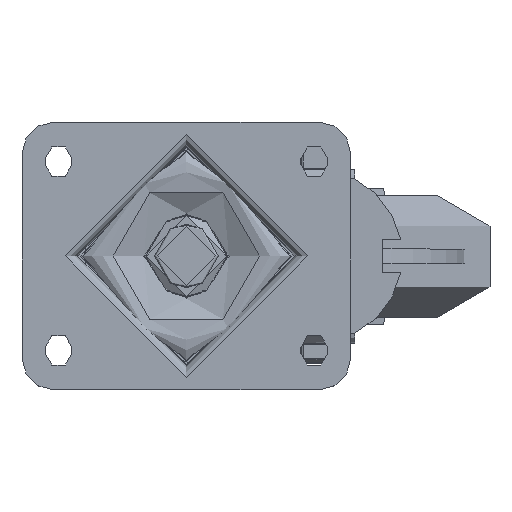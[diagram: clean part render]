
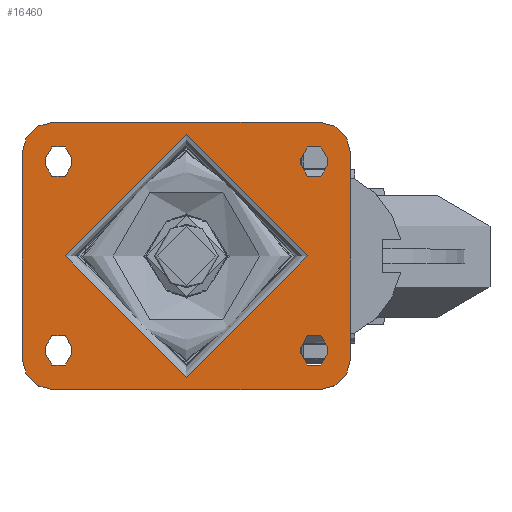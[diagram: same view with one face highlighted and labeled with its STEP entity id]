
A CAD part, top view. The second image highlights one B-rep face of the part: STEP entity #16460.
In plain terms, the highlighted planar face has unit normal (0, 0, 1).
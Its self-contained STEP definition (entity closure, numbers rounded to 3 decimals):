
#1200=FACE_BOUND('',#3615,.T.);
#1201=FACE_BOUND('',#3616,.T.);
#1202=FACE_BOUND('',#3617,.T.);
#1203=FACE_BOUND('',#3618,.T.);
#1204=FACE_BOUND('',#3619,.T.);
#1452=PLANE('',#17872);
#2648=FACE_OUTER_BOUND('',#3614,.T.);
#3614=EDGE_LOOP('',(#12098,#12099,#12100,#12101,#12102,#12103,#12104,#12105));
#3615=EDGE_LOOP('',(#12106,#12107,#12108,#12109));
#3616=EDGE_LOOP('',(#12110,#12111,#12112,#12113));
#3617=EDGE_LOOP('',(#12114,#12115,#12116,#12117));
#3618=EDGE_LOOP('',(#12118,#12119,#12120,#12121));
#3619=EDGE_LOOP('',(#12122));
#4728=LINE('',#24529,#5801);
#4729=LINE('',#24533,#5802);
#4730=LINE('',#24537,#5803);
#4731=LINE('',#24540,#5804);
#4732=LINE('',#24543,#5805);
#4733=LINE('',#24547,#5806);
#4734=LINE('',#24551,#5807);
#4735=LINE('',#24555,#5808);
#4736=LINE('',#24559,#5809);
#4737=LINE('',#24563,#5810);
#4738=LINE('',#24567,#5811);
#4739=LINE('',#24571,#5812);
#5801=VECTOR('',#20053,1000.);
#5802=VECTOR('',#20056,1000.);
#5803=VECTOR('',#20059,1000.);
#5804=VECTOR('',#20062,1000.);
#5805=VECTOR('',#20063,1000.);
#5806=VECTOR('',#20066,1000.);
#5807=VECTOR('',#20069,1000.);
#5808=VECTOR('',#20072,1000.);
#5809=VECTOR('',#20075,1000.);
#5810=VECTOR('',#20078,1000.);
#5811=VECTOR('',#20081,1000.);
#5812=VECTOR('',#20084,1000.);
#6750=CIRCLE('',#17506,49.75);
#6954=CIRCLE('',#17873,13.);
#6955=CIRCLE('',#17874,13.);
#6956=CIRCLE('',#17875,13.);
#6957=CIRCLE('',#17876,13.);
#6958=CIRCLE('',#17877,5.5);
#6959=CIRCLE('',#17878,5.5);
#6960=CIRCLE('',#17879,5.5);
#6961=CIRCLE('',#17880,5.5);
#6962=CIRCLE('',#17881,5.5);
#6963=CIRCLE('',#17882,5.5);
#6964=CIRCLE('',#17883,5.5);
#6965=CIRCLE('',#17884,5.5);
#7394=VERTEX_POINT('',#23551);
#7638=VERTEX_POINT('',#24525);
#7639=VERTEX_POINT('',#24526);
#7640=VERTEX_POINT('',#24528);
#7641=VERTEX_POINT('',#24530);
#7642=VERTEX_POINT('',#24532);
#7643=VERTEX_POINT('',#24534);
#7644=VERTEX_POINT('',#24536);
#7645=VERTEX_POINT('',#24538);
#7646=VERTEX_POINT('',#24541);
#7647=VERTEX_POINT('',#24542);
#7648=VERTEX_POINT('',#24544);
#7649=VERTEX_POINT('',#24546);
#7650=VERTEX_POINT('',#24549);
#7651=VERTEX_POINT('',#24550);
#7652=VERTEX_POINT('',#24552);
#7653=VERTEX_POINT('',#24554);
#7654=VERTEX_POINT('',#24557);
#7655=VERTEX_POINT('',#24558);
#7656=VERTEX_POINT('',#24560);
#7657=VERTEX_POINT('',#24562);
#7658=VERTEX_POINT('',#24565);
#7659=VERTEX_POINT('',#24566);
#7660=VERTEX_POINT('',#24568);
#7661=VERTEX_POINT('',#24570);
#8958=EDGE_CURVE('',#7394,#7394,#6750,.T.);
#9332=EDGE_CURVE('',#7638,#7639,#6954,.T.);
#9333=EDGE_CURVE('',#7640,#7638,#4728,.T.);
#9334=EDGE_CURVE('',#7641,#7640,#6955,.T.);
#9335=EDGE_CURVE('',#7642,#7641,#4729,.T.);
#9336=EDGE_CURVE('',#7643,#7642,#6956,.T.);
#9337=EDGE_CURVE('',#7644,#7643,#4730,.T.);
#9338=EDGE_CURVE('',#7645,#7644,#6957,.T.);
#9339=EDGE_CURVE('',#7639,#7645,#4731,.T.);
#9340=EDGE_CURVE('',#7646,#7647,#4732,.T.);
#9341=EDGE_CURVE('',#7647,#7648,#6958,.T.);
#9342=EDGE_CURVE('',#7648,#7649,#4733,.T.);
#9343=EDGE_CURVE('',#7649,#7646,#6959,.T.);
#9344=EDGE_CURVE('',#7650,#7651,#4734,.T.);
#9345=EDGE_CURVE('',#7651,#7652,#6960,.T.);
#9346=EDGE_CURVE('',#7652,#7653,#4735,.T.);
#9347=EDGE_CURVE('',#7653,#7650,#6961,.T.);
#9348=EDGE_CURVE('',#7654,#7655,#4736,.T.);
#9349=EDGE_CURVE('',#7655,#7656,#6962,.T.);
#9350=EDGE_CURVE('',#7656,#7657,#4737,.T.);
#9351=EDGE_CURVE('',#7657,#7654,#6963,.T.);
#9352=EDGE_CURVE('',#7658,#7659,#4738,.T.);
#9353=EDGE_CURVE('',#7659,#7660,#6964,.T.);
#9354=EDGE_CURVE('',#7660,#7661,#4739,.T.);
#9355=EDGE_CURVE('',#7661,#7658,#6965,.T.);
#12098=ORIENTED_EDGE('',*,*,#9332,.F.);
#12099=ORIENTED_EDGE('',*,*,#9333,.F.);
#12100=ORIENTED_EDGE('',*,*,#9334,.F.);
#12101=ORIENTED_EDGE('',*,*,#9335,.F.);
#12102=ORIENTED_EDGE('',*,*,#9336,.F.);
#12103=ORIENTED_EDGE('',*,*,#9337,.F.);
#12104=ORIENTED_EDGE('',*,*,#9338,.F.);
#12105=ORIENTED_EDGE('',*,*,#9339,.F.);
#12106=ORIENTED_EDGE('',*,*,#9340,.T.);
#12107=ORIENTED_EDGE('',*,*,#9341,.T.);
#12108=ORIENTED_EDGE('',*,*,#9342,.T.);
#12109=ORIENTED_EDGE('',*,*,#9343,.T.);
#12110=ORIENTED_EDGE('',*,*,#9344,.T.);
#12111=ORIENTED_EDGE('',*,*,#9345,.T.);
#12112=ORIENTED_EDGE('',*,*,#9346,.T.);
#12113=ORIENTED_EDGE('',*,*,#9347,.T.);
#12114=ORIENTED_EDGE('',*,*,#9348,.T.);
#12115=ORIENTED_EDGE('',*,*,#9349,.T.);
#12116=ORIENTED_EDGE('',*,*,#9350,.T.);
#12117=ORIENTED_EDGE('',*,*,#9351,.T.);
#12118=ORIENTED_EDGE('',*,*,#9352,.T.);
#12119=ORIENTED_EDGE('',*,*,#9353,.T.);
#12120=ORIENTED_EDGE('',*,*,#9354,.T.);
#12121=ORIENTED_EDGE('',*,*,#9355,.T.);
#12122=ORIENTED_EDGE('',*,*,#8958,.F.);
#16460=ADVANCED_FACE('',(#2648,#1200,#1201,#1202,#1203,#1204),#1452,.T.);
#17506=AXIS2_PLACEMENT_3D('',#23553,#19183,#19184);
#17872=AXIS2_PLACEMENT_3D('',#24524,#20049,#20050);
#17873=AXIS2_PLACEMENT_3D('',#24527,#20051,#20052);
#17874=AXIS2_PLACEMENT_3D('',#24531,#20054,#20055);
#17875=AXIS2_PLACEMENT_3D('',#24535,#20057,#20058);
#17876=AXIS2_PLACEMENT_3D('',#24539,#20060,#20061);
#17877=AXIS2_PLACEMENT_3D('',#24545,#20064,#20065);
#17878=AXIS2_PLACEMENT_3D('',#24548,#20067,#20068);
#17879=AXIS2_PLACEMENT_3D('',#24553,#20070,#20071);
#17880=AXIS2_PLACEMENT_3D('',#24556,#20073,#20074);
#17881=AXIS2_PLACEMENT_3D('',#24561,#20076,#20077);
#17882=AXIS2_PLACEMENT_3D('',#24564,#20079,#20080);
#17883=AXIS2_PLACEMENT_3D('',#24569,#20082,#20083);
#17884=AXIS2_PLACEMENT_3D('',#24572,#20085,#20086);
#19183=DIRECTION('center_axis',(0.,0.,1.));
#19184=DIRECTION('ref_axis',(1.,0.,0.));
#20049=DIRECTION('center_axis',(0.,0.,1.));
#20050=DIRECTION('ref_axis',(1.,0.,0.));
#20051=DIRECTION('center_axis',(0.,0.,-1.));
#20052=DIRECTION('ref_axis',(0.,-1.,0.));
#20053=DIRECTION('',(-1.,0.,0.));
#20054=DIRECTION('center_axis',(0.,0.,-1.));
#20055=DIRECTION('ref_axis',(1.,0.,0.));
#20056=DIRECTION('',(0.,-1.,0.));
#20057=DIRECTION('center_axis',(0.,0.,-1.));
#20058=DIRECTION('ref_axis',(0.,1.,0.));
#20059=DIRECTION('',(1.,0.,0.));
#20060=DIRECTION('center_axis',(0.,0.,-1.));
#20061=DIRECTION('ref_axis',(-1.,0.,0.));
#20062=DIRECTION('',(0.,1.,0.));
#20063=DIRECTION('',(0.,1.,0.));
#20064=DIRECTION('center_axis',(0.,0.,-1.));
#20065=DIRECTION('ref_axis',(-1.,0.,0.));
#20066=DIRECTION('',(0.,-1.,0.));
#20067=DIRECTION('center_axis',(0.,0.,-1.));
#20068=DIRECTION('ref_axis',(-1.,0.,0.));
#20069=DIRECTION('',(0.,-1.,0.));
#20070=DIRECTION('center_axis',(0.,0.,-1.));
#20071=DIRECTION('ref_axis',(-1.,0.,0.));
#20072=DIRECTION('',(0.,1.,0.));
#20073=DIRECTION('center_axis',(0.,0.,-1.));
#20074=DIRECTION('ref_axis',(-1.,0.,0.));
#20075=DIRECTION('',(0.,1.,0.));
#20076=DIRECTION('center_axis',(0.,0.,-1.));
#20077=DIRECTION('ref_axis',(1.,0.,0.));
#20078=DIRECTION('',(0.,-1.,0.));
#20079=DIRECTION('center_axis',(0.,0.,-1.));
#20080=DIRECTION('ref_axis',(1.,0.,0.));
#20081=DIRECTION('',(0.,-1.,0.));
#20082=DIRECTION('center_axis',(0.,0.,-1.));
#20083=DIRECTION('ref_axis',(1.,0.,0.));
#20084=DIRECTION('',(0.,1.,0.));
#20085=DIRECTION('center_axis',(0.,0.,-1.));
#20086=DIRECTION('ref_axis',(1.,0.,0.));
#23551=CARTESIAN_POINT('',(-49.75,0.,0.));
#23553=CARTESIAN_POINT('Origin',(0.,0.,0.));
#24524=CARTESIAN_POINT('Origin',(0.,0.,0.));
#24525=CARTESIAN_POINT('',(-54.5,-55.,0.));
#24526=CARTESIAN_POINT('',(-67.5,-42.,0.));
#24527=CARTESIAN_POINT('Origin',(-54.5,-42.,0.));
#24528=CARTESIAN_POINT('',(54.5,-55.,0.));
#24529=CARTESIAN_POINT('',(54.5,-55.,0.));
#24530=CARTESIAN_POINT('',(67.5,-42.,0.));
#24531=CARTESIAN_POINT('Origin',(54.5,-42.,0.));
#24532=CARTESIAN_POINT('',(67.5,42.,0.));
#24533=CARTESIAN_POINT('',(67.5,42.,0.));
#24534=CARTESIAN_POINT('',(54.5,55.,0.));
#24535=CARTESIAN_POINT('Origin',(54.5,42.,0.));
#24536=CARTESIAN_POINT('',(-54.5,55.,0.));
#24537=CARTESIAN_POINT('',(-54.5,55.,0.));
#24538=CARTESIAN_POINT('',(-67.5,42.,0.));
#24539=CARTESIAN_POINT('Origin',(-54.5,42.,0.));
#24540=CARTESIAN_POINT('',(-67.5,-42.,0.));
#24541=CARTESIAN_POINT('',(-58.,37.5,0.));
#24542=CARTESIAN_POINT('',(-58.,40.,0.));
#24543=CARTESIAN_POINT('',(-58.,40.,0.));
#24544=CARTESIAN_POINT('',(-47.,40.,0.));
#24545=CARTESIAN_POINT('Origin',(-52.5,40.,0.));
#24546=CARTESIAN_POINT('',(-47.,37.5,0.));
#24547=CARTESIAN_POINT('',(-47.,40.,0.));
#24548=CARTESIAN_POINT('Origin',(-52.5,37.5,0.));
#24549=CARTESIAN_POINT('',(-47.,-37.5,0.));
#24550=CARTESIAN_POINT('',(-47.,-40.,0.));
#24551=CARTESIAN_POINT('',(-47.,-40.,0.));
#24552=CARTESIAN_POINT('',(-58.,-40.,0.));
#24553=CARTESIAN_POINT('Origin',(-52.5,-40.,0.));
#24554=CARTESIAN_POINT('',(-58.,-37.5,0.));
#24555=CARTESIAN_POINT('',(-58.,-40.,0.));
#24556=CARTESIAN_POINT('Origin',(-52.5,-37.5,0.));
#24557=CARTESIAN_POINT('',(47.,37.5,0.));
#24558=CARTESIAN_POINT('',(47.,40.,0.));
#24559=CARTESIAN_POINT('',(47.,40.,0.));
#24560=CARTESIAN_POINT('',(58.,40.,0.));
#24561=CARTESIAN_POINT('Origin',(52.5,40.,0.));
#24562=CARTESIAN_POINT('',(58.,37.5,0.));
#24563=CARTESIAN_POINT('',(58.,40.,0.));
#24564=CARTESIAN_POINT('Origin',(52.5,37.5,0.));
#24565=CARTESIAN_POINT('',(58.,-37.5,0.));
#24566=CARTESIAN_POINT('',(58.,-40.,0.));
#24567=CARTESIAN_POINT('',(58.,-40.,0.));
#24568=CARTESIAN_POINT('',(47.,-40.,0.));
#24569=CARTESIAN_POINT('Origin',(52.5,-40.,0.));
#24570=CARTESIAN_POINT('',(47.,-37.5,0.));
#24571=CARTESIAN_POINT('',(47.,-40.,0.));
#24572=CARTESIAN_POINT('Origin',(52.5,-37.5,0.));
